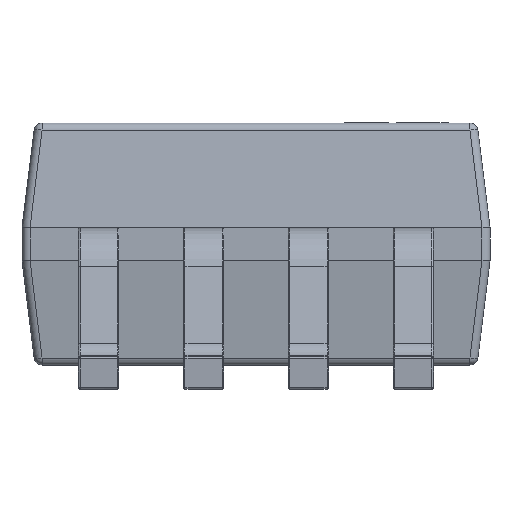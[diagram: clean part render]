
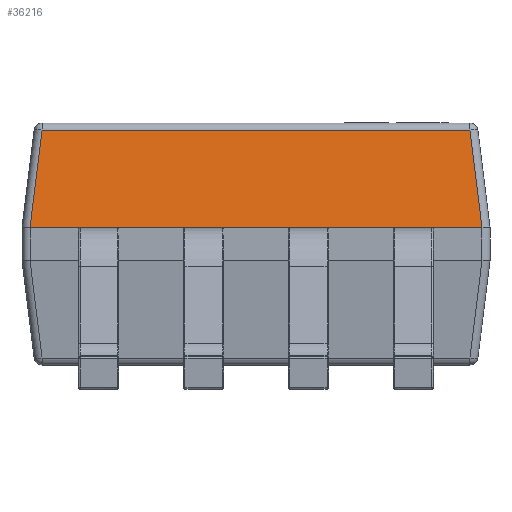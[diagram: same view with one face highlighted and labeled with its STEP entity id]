
A CAD part, left-side view. The second image highlights one B-rep face of the part: STEP entity #36216.
In plain terms, the highlighted planar face has unit normal (-0.993, 0, 0.122).
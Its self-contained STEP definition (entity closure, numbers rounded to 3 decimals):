
#956 = ORIENTED_EDGE ( 'NONE', *, *, #17692, .T. ) ;
#2361 = CARTESIAN_POINT ( 'NONE',  ( -0.8, 1.4, 0.95 ) ) ;
#3064 =( BOUNDED_CURVE ( )  B_SPLINE_CURVE ( 3, ( #33550, #17917, #30478, #2361 ),
 .UNSPECIFIED., .F., .F. ) 
 B_SPLINE_CURVE_WITH_KNOTS ( ( 4, 4 ),
 ( 6.276, 6.283 ),
 .UNSPECIFIED. ) 
 CURVE ( )  GEOMETRIC_REPRESENTATION_ITEM ( )  RATIONAL_B_SPLINE_CURVE ( ( 1., 1., 1., 1. ) ) 
 REPRESENTATION_ITEM ( '' )  );
#3863 = DIRECTION ( 'NONE',  ( -0.121, 0.121, -0.985 ) ) ;
#4107 = CARTESIAN_POINT ( 'NONE',  ( -0.725, -1.326, 1.556 ) ) ;
#4796 = EDGE_CURVE ( 'NONE', #26216, #26610, #31111, .T. ) ;
#5146 = DIRECTION ( 'NONE',  ( 0., 1., 0. ) ) ;
#5724 = LINE ( 'NONE', #24180, #13867 ) ;
#6969 = CARTESIAN_POINT ( 'NONE',  ( -0.8, -1.4, 0.95 ) ) ;
#7124 = EDGE_CURVE ( 'NONE', #26610, #24157, #5724, .T. ) ;
#7321 = DIRECTION ( 'NONE',  ( 0., 1., 0. ) ) ;
#7368 = CARTESIAN_POINT ( 'NONE',  ( -0.8, 1.4, 0.95 ) ) ;
#7585 = CARTESIAN_POINT ( 'NONE',  ( -0.8, -1.4, 0.95 ) ) ;
#7718 = ORIENTED_EDGE ( 'NONE', *, *, #7124, .T. ) ;
#7819 = ORIENTED_EDGE ( 'NONE', *, *, #35750, .T. ) ;
#8239 = ORIENTED_EDGE ( 'NONE', *, *, #18854, .F. ) ;
#9631 = VECTOR ( 'NONE', #5146, 1000. ) ;
#10818 = CARTESIAN_POINT ( 'NONE',  ( -0.72, 0., 1.6 ) ) ;
#13532 = VECTOR ( 'NONE', #26240, 1000. ) ;
#13561 = AXIS2_PLACEMENT_3D ( 'NONE', #10818, #29480, #7321 ) ;
#13867 = VECTOR ( 'NONE', #18221, 1000. ) ;
#16156 = CARTESIAN_POINT ( 'NONE',  ( -0.725, 1.326, 1.556 ) ) ;
#16948 = PLANE ( 'NONE',  #13561 ) ;
#17692 = EDGE_CURVE ( 'NONE', #25997, #17795, #3064, .T. ) ;
#17795 = VERTEX_POINT ( 'NONE', #28610 ) ;
#17917 = CARTESIAN_POINT ( 'NONE',  ( -0.8, 1.4, 0.95 ) ) ;
#18221 = DIRECTION ( 'NONE',  ( 0.121, 0.121, 0.985 ) ) ;
#18854 = EDGE_CURVE ( 'NONE', #26216, #17795, #27084, .T. ) ;
#19613 = CARTESIAN_POINT ( 'NONE',  ( -0.701, 1.301, 1.758 ) ) ;
#20061 = CARTESIAN_POINT ( 'NONE',  ( -0.8, -1.4, 0.95 ) ) ;
#22968 = LINE ( 'NONE', #32420, #13532 ) ;
#23113 = FACE_OUTER_BOUND ( 'NONE', #35074, .T. ) ;
#24157 = VERTEX_POINT ( 'NONE', #4107 ) ;
#24180 = CARTESIAN_POINT ( 'NONE',  ( -0.701, -1.301, 1.758 ) ) ;
#25092 = VERTEX_POINT ( 'NONE', #16156 ) ;
#25997 = VERTEX_POINT ( 'NONE', #7368 ) ;
#26216 = VERTEX_POINT ( 'NONE', #31314 ) ;
#26240 = DIRECTION ( 'NONE',  ( 0., 1., 0. ) ) ;
#26610 = VERTEX_POINT ( 'NONE', #37608 ) ;
#27084 = LINE ( 'NONE', #33267, #9631 ) ;
#28610 = CARTESIAN_POINT ( 'NONE',  ( -0.8, 1.4, 0.95 ) ) ;
#29480 = DIRECTION ( 'NONE',  ( -0.993, 0., 0.122 ) ) ;
#30478 = CARTESIAN_POINT ( 'NONE',  ( -0.8, 1.4, 0.95 ) ) ;
#30609 = VECTOR ( 'NONE', #3863, 1000. ) ;
#31111 =( BOUNDED_CURVE ( )  B_SPLINE_CURVE ( 3, ( #35712, #7585, #20061, #6969 ),
 .UNSPECIFIED., .F., .F. ) 
 B_SPLINE_CURVE_WITH_KNOTS ( ( 4, 4 ),
 ( 0., 0.007 ),
 .UNSPECIFIED. ) 
 CURVE ( )  GEOMETRIC_REPRESENTATION_ITEM ( )  RATIONAL_B_SPLINE_CURVE ( ( 1., 1., 1., 1. ) ) 
 REPRESENTATION_ITEM ( '' )  );
#31314 = CARTESIAN_POINT ( 'NONE',  ( -0.8, -1.4, 0.95 ) ) ;
#31974 = LINE ( 'NONE', #19613, #30609 ) ;
#32420 = CARTESIAN_POINT ( 'NONE',  ( -0.725, 0., 1.556 ) ) ;
#33267 = CARTESIAN_POINT ( 'NONE',  ( -0.8, 1.45, 0.95 ) ) ;
#33550 = CARTESIAN_POINT ( 'NONE',  ( -0.8, 1.4, 0.95 ) ) ;
#34031 = ORIENTED_EDGE ( 'NONE', *, *, #36259, .T. ) ;
#34999 = ORIENTED_EDGE ( 'NONE', *, *, #4796, .T. ) ;
#35074 = EDGE_LOOP ( 'NONE', ( #34031, #956, #8239, #34999, #7718, #7819 ) ) ;
#35712 = CARTESIAN_POINT ( 'NONE',  ( -0.8, -1.4, 0.95 ) ) ;
#35750 = EDGE_CURVE ( 'NONE', #24157, #25092, #22968, .T. ) ;
#36216 = ADVANCED_FACE ( 'NONE', ( #23113 ), #16948, .T. ) ;
#36259 = EDGE_CURVE ( 'NONE', #25092, #25997, #31974, .T. ) ;
#37608 = CARTESIAN_POINT ( 'NONE',  ( -0.8, -1.4, 0.95 ) ) ;
